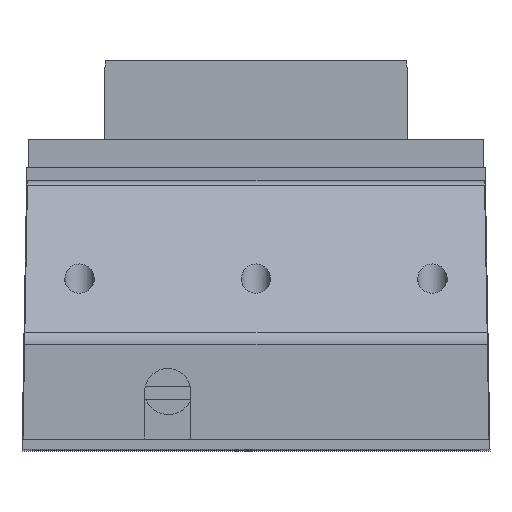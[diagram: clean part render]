
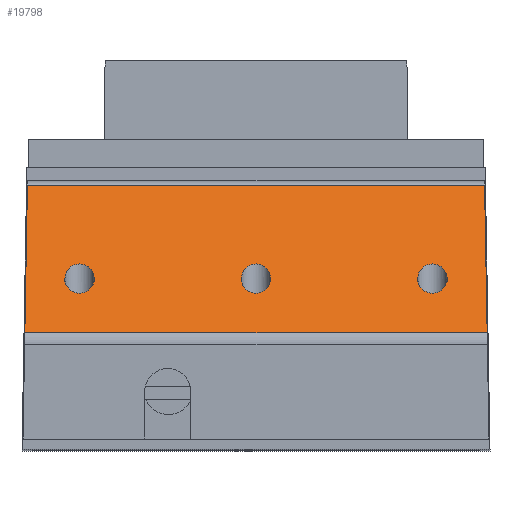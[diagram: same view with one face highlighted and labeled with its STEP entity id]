
A CAD part, top view. The second image highlights one B-rep face of the part: STEP entity #19798.
In plain terms, the highlighted planar face has unit normal (0, 0.707, 0.707).
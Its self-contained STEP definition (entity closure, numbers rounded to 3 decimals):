
#188 = AXIS2_PLACEMENT_3D ( 'NONE', #5694, #9291, #10755 ) ;
#603 = CARTESIAN_POINT ( 'NONE',  ( 58.1, 14.528, 73.712 ) ) ;
#767 = VECTOR ( 'NONE', #18315, 1000. ) ;
#817 = VERTEX_POINT ( 'NONE', #18563 ) ;
#834 = ORIENTED_EDGE ( 'NONE', *, *, #1093, .T. ) ;
#871 = CARTESIAN_POINT ( 'NONE',  ( 3.65, -8.773, 97.014 ) ) ;
#1093 = EDGE_CURVE ( 'Defeature ausgef�hrt1_380+Defeature ausgef�hrt1_431+Defeature ausgef�hrt1_431+Defeature ausgef�hrt1_431', #3247, #12321, #16489, .T. ) ;
#1133 = CARTESIAN_POINT ( 'NONE',  ( 40.35, -16.073, 104.314 ) ) ;
#1213 = CARTESIAN_POINT ( 'NONE',  ( -3.65, -16.073, 104.314 ) ) ;
#1239 = CARTESIAN_POINT ( 'NONE',  ( 40.35, -8.773, 97.014 ) ) ;
#1729 = VERTEX_POINT ( 'NONE', #15651 ) ;
#2188 = CARTESIAN_POINT ( 'NONE',  ( 3.65, -1.473, 89.714 ) ) ;
#2386 = EDGE_CURVE ( 'Defeature ausgef�hrt1_380+Defeature ausgef�hrt1_426+Defeature ausgef�hrt1_426+Defeature ausgef�hrt1_426', #817, #3207, #17343, .T. ) ;
#2406 =( BOUNDED_CURVE ( )  B_SPLINE_CURVE ( 3, ( #21619, #7883, #1133, #1239 ),
 .UNSPECIFIED., .F., .F. ) 
 B_SPLINE_CURVE_WITH_KNOTS ( ( 4, 4 ),
 ( 1.571, 4.712 ),
 .UNSPECIFIED. ) 
 CURVE ( )  GEOMETRIC_REPRESENTATION_ITEM ( )  RATIONAL_B_SPLINE_CURVE ( ( 1., 0.333, 0.333, 1. ) ) 
 REPRESENTATION_ITEM ( '' )  );
#2427 = FACE_BOUND ( 'NONE', #8694, .T. ) ;
#2538 = PLANE ( 'NONE',  #188 ) ;
#2571 = DIRECTION ( 'NONE',  ( -0.012, -0.707, 0.707 ) ) ;
#2670 = CARTESIAN_POINT ( 'NONE',  ( -3.65, -8.773, 97.014 ) ) ;
#2706 = CARTESIAN_POINT ( 'NONE',  ( 40.35, -1.473, 89.714 ) ) ;
#2884 = LINE ( 'NONE', #14819, #767 ) ;
#3042 = CARTESIAN_POINT ( 'NONE',  ( -47.65, -1.473, 89.714 ) ) ;
#3207 = VERTEX_POINT ( 'NONE', #5255 ) ;
#3247 = VERTEX_POINT ( 'NONE', #7163 ) ;
#3312 = ORIENTED_EDGE ( 'NONE', *, *, #21342, .T. ) ;
#3978 = LINE ( 'NONE', #603, #18903 ) ;
#4003 = CARTESIAN_POINT ( 'NONE',  ( -57.637, -22.292, 110.532 ) ) ;
#4654 = CARTESIAN_POINT ( 'NONE',  ( 47.65, -8.773, 97.014 ) ) ;
#4983 = CARTESIAN_POINT ( 'NONE',  ( -56.995, 14.528, 73.712 ) ) ;
#5255 = CARTESIAN_POINT ( 'NONE',  ( -3.65, -8.773, 97.014 ) ) ;
#5425 = VECTOR ( 'NONE', #2571, 1000. ) ;
#5694 = CARTESIAN_POINT ( 'NONE',  ( 58.1, -22.292, 110.532 ) ) ;
#5732 = LINE ( 'NONE', #17340, #20974 ) ;
#6631 = CARTESIAN_POINT ( 'NONE',  ( -47.65, -8.773, 97.014 ) ) ;
#6708 = ORIENTED_EDGE ( 'NONE', *, *, #18042, .F. ) ;
#6730 = EDGE_LOOP ( 'NONE', ( #7263, #3312 ) ) ;
#7163 = CARTESIAN_POINT ( 'NONE',  ( -40.35, -8.773, 97.014 ) ) ;
#7263 = ORIENTED_EDGE ( 'NONE', *, *, #2386, .T. ) ;
#7356 = CARTESIAN_POINT ( 'NONE',  ( 3.65, -8.773, 97.014 ) ) ;
#7467 = DIRECTION ( 'NONE',  ( -1., 0., 0. ) ) ;
#7883 = CARTESIAN_POINT ( 'NONE',  ( 47.65, -16.073, 104.314 ) ) ;
#8694 = EDGE_LOOP ( 'NONE', ( #12440, #13332 ) ) ;
#8783 = CARTESIAN_POINT ( 'NONE',  ( -47.65, -8.773, 97.014 ) ) ;
#9266 = CARTESIAN_POINT ( 'NONE',  ( 56.995, 14.528, 73.712 ) ) ;
#9291 = DIRECTION ( 'NONE',  ( 0., -0.707, -0.707 ) ) ;
#9564 = CARTESIAN_POINT ( 'NONE',  ( 47.65, -8.773, 97.014 ) ) ;
#10178 = VERTEX_POINT ( 'NONE', #13472 ) ;
#10755 = DIRECTION ( 'NONE',  ( 0., 0.707, -0.707 ) ) ;
#10771 = CARTESIAN_POINT ( 'NONE',  ( -47.65, -16.073, 104.314 ) ) ;
#10881 =( BOUNDED_CURVE ( )  B_SPLINE_CURVE ( 3, ( #11246, #2706, #16444, #9564 ),
 .UNSPECIFIED., .F., .F. ) 
 B_SPLINE_CURVE_WITH_KNOTS ( ( 4, 4 ),
 ( 4.712, 7.854 ),
 .UNSPECIFIED. ) 
 CURVE ( )  GEOMETRIC_REPRESENTATION_ITEM ( )  RATIONAL_B_SPLINE_CURVE ( ( 1., 0.333, 0.333, 1. ) ) 
 REPRESENTATION_ITEM ( '' )  );
#10999 = CARTESIAN_POINT ( 'NONE',  ( -57.327, -4.528, 92.769 ) ) ;
#11246 = CARTESIAN_POINT ( 'NONE',  ( 40.35, -8.773, 97.014 ) ) ;
#11343 = EDGE_CURVE ( 'Defeature ausgef�hrt1_380+Defeature ausgef�hrt1_421+Defeature ausgef�hrt1_421+Defeature ausgef�hrt1_421', #15205, #10178, #2406, .T. ) ;
#11555 = ORIENTED_EDGE ( 'NONE', *, *, #14044, .T. ) ;
#12262 = VERTEX_POINT ( 'NONE', #4983 ) ;
#12321 = VERTEX_POINT ( 'NONE', #8783 ) ;
#12440 = ORIENTED_EDGE ( 'NONE', *, *, #11343, .T. ) ;
#12523 = EDGE_LOOP ( 'NONE', ( #834, #13954 ) ) ;
#12599 = EDGE_CURVE ( 'Defeature ausgef�hrt1_380+Defeature ausgef�hrt1_421+Defeature ausgef�hrt1_421+Defeature ausgef�hrt1_421', #10178, #15205, #10881, .T. ) ;
#12779 = FACE_BOUND ( 'NONE', #6730, .T. ) ;
#13332 = ORIENTED_EDGE ( 'NONE', *, *, #12599, .T. ) ;
#13472 = CARTESIAN_POINT ( 'NONE',  ( 40.35, -8.773, 97.014 ) ) ;
#13780 =( BOUNDED_CURVE ( )  B_SPLINE_CURVE ( 3, ( #21428, #21319, #2188, #7356 ),
 .UNSPECIFIED., .F., .F. ) 
 B_SPLINE_CURVE_WITH_KNOTS ( ( 4, 4 ),
 ( 4.712, 7.854 ),
 .UNSPECIFIED. ) 
 CURVE ( )  GEOMETRIC_REPRESENTATION_ITEM ( )  RATIONAL_B_SPLINE_CURVE ( ( 1., 0.333, 0.333, 1. ) ) 
 REPRESENTATION_ITEM ( '' )  );
#13824 = EDGE_CURVE ( 'Defeature ausgef�hrt1_380+Defeature ausgef�hrt1_431+Defeature ausgef�hrt1_431+Defeature ausgef�hrt1_431', #12321, #3247, #15364, .T. ) ;
#13954 = ORIENTED_EDGE ( 'NONE', *, *, #13824, .T. ) ;
#14044 = EDGE_CURVE ( 'Defeature ausgef�hrt1_380+Defeature ausgef�hrt1_359+Defeature ausgef�hrt1_379+Defeature ausgef�hrt1_381', #12262, #19778, #14403, .T. ) ;
#14141 = FACE_OUTER_BOUND ( 'NONE', #16715, .T. ) ;
#14403 = LINE ( 'NONE', #10999, #5425 ) ;
#14590 = EDGE_CURVE ( 'Defeature ausgef�hrt1_358+Defeature ausgef�hrt1_380+Defeature ausgef�hrt1_379+Defeature ausgef�hrt1_381', #16108, #1729, #2884, .T. ) ;
#14819 = CARTESIAN_POINT ( 'NONE',  ( 57.327, -4.528, 92.769 ) ) ;
#15098 = CARTESIAN_POINT ( 'NONE',  ( -40.35, -8.773, 97.014 ) ) ;
#15205 = VERTEX_POINT ( 'NONE', #4654 ) ;
#15364 =( BOUNDED_CURVE ( )  B_SPLINE_CURVE ( 3, ( #6631, #3042, #16781, #15098 ),
 .UNSPECIFIED., .F., .F. ) 
 B_SPLINE_CURVE_WITH_KNOTS ( ( 4, 4 ),
 ( 4.712, 7.854 ),
 .UNSPECIFIED. ) 
 CURVE ( )  GEOMETRIC_REPRESENTATION_ITEM ( )  RATIONAL_B_SPLINE_CURVE ( ( 1., 0.333, 0.333, 1. ) ) 
 REPRESENTATION_ITEM ( '' )  );
#15642 = ORIENTED_EDGE ( 'NONE', *, *, #20185, .T. ) ;
#15651 = CARTESIAN_POINT ( 'NONE',  ( 57.637, -22.292, 110.532 ) ) ;
#15730 = CARTESIAN_POINT ( 'NONE',  ( -47.65, -8.773, 97.014 ) ) ;
#16108 = VERTEX_POINT ( 'NONE', #9266 ) ;
#16444 = CARTESIAN_POINT ( 'NONE',  ( 47.65, -1.473, 89.714 ) ) ;
#16489 =( BOUNDED_CURVE ( )  B_SPLINE_CURVE ( 3, ( #20911, #19554, #10771, #15730 ),
 .UNSPECIFIED., .F., .F. ) 
 B_SPLINE_CURVE_WITH_KNOTS ( ( 4, 4 ),
 ( 1.571, 4.712 ),
 .UNSPECIFIED. ) 
 CURVE ( )  GEOMETRIC_REPRESENTATION_ITEM ( )  RATIONAL_B_SPLINE_CURVE ( ( 1., 0.333, 0.333, 1. ) ) 
 REPRESENTATION_ITEM ( '' )  );
#16715 = EDGE_LOOP ( 'NONE', ( #11555, #6708, #21621, #15642 ) ) ;
#16781 = CARTESIAN_POINT ( 'NONE',  ( -40.35, -1.473, 89.714 ) ) ;
#17340 = CARTESIAN_POINT ( 'NONE',  ( 58.1, -22.292, 110.532 ) ) ;
#17343 =( BOUNDED_CURVE ( )  B_SPLINE_CURVE ( 3, ( #871, #20235, #1213, #2670 ),
 .UNSPECIFIED., .F., .F. ) 
 B_SPLINE_CURVE_WITH_KNOTS ( ( 4, 4 ),
 ( 1.571, 4.712 ),
 .UNSPECIFIED. ) 
 CURVE ( )  GEOMETRIC_REPRESENTATION_ITEM ( )  RATIONAL_B_SPLINE_CURVE ( ( 1., 0.333, 0.333, 1. ) ) 
 REPRESENTATION_ITEM ( '' )  );
#17674 = DIRECTION ( 'NONE',  ( -1., 0., 0. ) ) ;
#17858 = FACE_BOUND ( 'NONE', #12523, .T. ) ;
#18042 = EDGE_CURVE ( 'Defeature ausgef�hrt1_381+Defeature ausgef�hrt1_380+Defeature ausgef�hrt1_358+Defeature ausgef�hrt1_359', #1729, #19778, #5732, .T. ) ;
#18315 = DIRECTION ( 'NONE',  ( 0.012, -0.707, 0.707 ) ) ;
#18563 = CARTESIAN_POINT ( 'NONE',  ( 3.65, -8.773, 97.014 ) ) ;
#18903 = VECTOR ( 'NONE', #7467, 1000. ) ;
#19554 = CARTESIAN_POINT ( 'NONE',  ( -40.35, -16.073, 104.314 ) ) ;
#19778 = VERTEX_POINT ( 'NONE', #4003 ) ;
#19798 = ADVANCED_FACE ( 'Defeature ausgef�hrt1_380', ( #17858, #12779, #2427, #14141 ), #2538, .F. ) ;
#20185 = EDGE_CURVE ( 'Defeature ausgef�hrt1_380+Defeature ausgef�hrt1_379+Defeature ausgef�hrt1_358+Defeature ausgef�hrt1_359', #16108, #12262, #3978, .T. ) ;
#20235 = CARTESIAN_POINT ( 'NONE',  ( 3.65, -16.073, 104.314 ) ) ;
#20911 = CARTESIAN_POINT ( 'NONE',  ( -40.35, -8.773, 97.014 ) ) ;
#20974 = VECTOR ( 'NONE', #17674, 1000. ) ;
#21319 = CARTESIAN_POINT ( 'NONE',  ( -3.65, -1.473, 89.714 ) ) ;
#21342 = EDGE_CURVE ( 'Defeature ausgef�hrt1_380+Defeature ausgef�hrt1_426+Defeature ausgef�hrt1_426+Defeature ausgef�hrt1_426', #3207, #817, #13780, .T. ) ;
#21428 = CARTESIAN_POINT ( 'NONE',  ( -3.65, -8.773, 97.014 ) ) ;
#21619 = CARTESIAN_POINT ( 'NONE',  ( 47.65, -8.773, 97.014 ) ) ;
#21621 = ORIENTED_EDGE ( 'NONE', *, *, #14590, .F. ) ;
